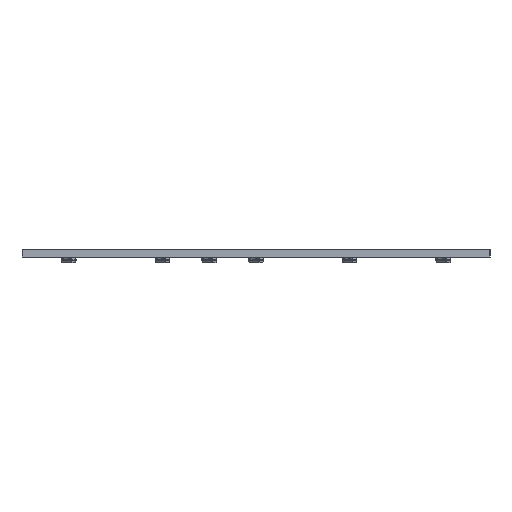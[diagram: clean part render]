
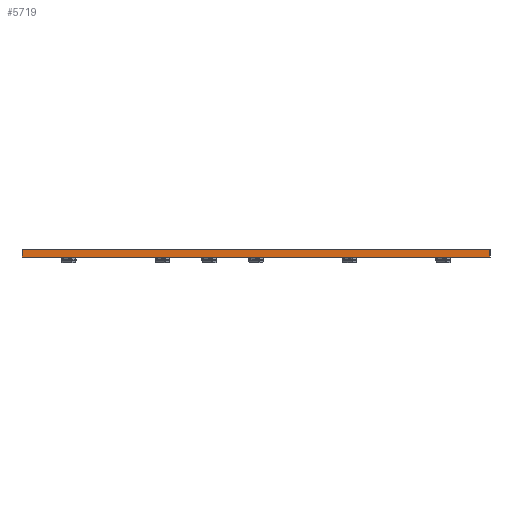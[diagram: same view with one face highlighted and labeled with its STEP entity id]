
A CAD part, left-side view. The second image highlights one B-rep face of the part: STEP entity #5719.
In plain terms, the highlighted planar face has unit normal (-1, 0, 0).
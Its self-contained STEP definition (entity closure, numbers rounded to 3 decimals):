
#5538 = PLANE('',#5539);
#5539 = AXIS2_PLACEMENT_3D('',#5540,#5541,#5542);
#5540 = CARTESIAN_POINT('',(340.038,-125.725,0.));
#5541 = DIRECTION('',(0.,-1.,0.));
#5542 = DIRECTION('',(-1.,0.,0.));
#5563 = VERTEX_POINT('',#5564);
#5564 = CARTESIAN_POINT('',(30.475,-125.725,1.6));
#5578 = PLANE('',#5579);
#5579 = AXIS2_PLACEMENT_3D('',#5580,#5581,#5582);
#5580 = CARTESIAN_POINT('',(185.256,-78.1,1.6));
#5581 = DIRECTION('',(-0.,-0.,-1.));
#5582 = DIRECTION('',(-1.,0.,0.));
#5590 = EDGE_CURVE('',#5591,#5563,#5593,.T.);
#5591 = VERTEX_POINT('',#5592);
#5592 = CARTESIAN_POINT('',(30.475,-125.725,0.));
#5593 = SURFACE_CURVE('',#5594,(#5598,#5605),.PCURVE_S1.);
#5594 = LINE('',#5595,#5596);
#5595 = CARTESIAN_POINT('',(30.475,-125.725,0.));
#5596 = VECTOR('',#5597,1.);
#5597 = DIRECTION('',(0.,0.,1.));
#5598 = PCURVE('',#5538,#5599);
#5599 = DEFINITIONAL_REPRESENTATION('',(#5600),#5604);
#5600 = LINE('',#5601,#5602);
#5601 = CARTESIAN_POINT('',(309.563,0.));
#5602 = VECTOR('',#5603,1.);
#5603 = DIRECTION('',(0.,-1.));
#5604 = ( GEOMETRIC_REPRESENTATION_CONTEXT(2) 
PARAMETRIC_REPRESENTATION_CONTEXT() REPRESENTATION_CONTEXT('2D SPACE',''
  ) );
#5605 = PCURVE('',#5606,#5611);
#5606 = PLANE('',#5607);
#5607 = AXIS2_PLACEMENT_3D('',#5608,#5609,#5610);
#5608 = CARTESIAN_POINT('',(30.475,-125.725,0.));
#5609 = DIRECTION('',(-1.,0.,0.));
#5610 = DIRECTION('',(0.,1.,0.));
#5611 = DEFINITIONAL_REPRESENTATION('',(#5612),#5616);
#5612 = LINE('',#5613,#5614);
#5613 = CARTESIAN_POINT('',(0.,0.));
#5614 = VECTOR('',#5615,1.);
#5615 = DIRECTION('',(0.,-1.));
#5616 = ( GEOMETRIC_REPRESENTATION_CONTEXT(2) 
PARAMETRIC_REPRESENTATION_CONTEXT() REPRESENTATION_CONTEXT('2D SPACE',''
  ) );
#5632 = PLANE('',#5633);
#5633 = AXIS2_PLACEMENT_3D('',#5634,#5635,#5636);
#5634 = CARTESIAN_POINT('',(185.256,-78.1,0.));
#5635 = DIRECTION('',(-0.,-0.,-1.));
#5636 = DIRECTION('',(-1.,0.,0.));
#5665 = PLANE('',#5666);
#5666 = AXIS2_PLACEMENT_3D('',#5667,#5668,#5669);
#5667 = CARTESIAN_POINT('',(30.475,-30.475,0.));
#5668 = DIRECTION('',(0.,1.,0.));
#5669 = DIRECTION('',(1.,0.,0.));
#5719 = ADVANCED_FACE('',(#5720),#5606,.T.);
#5720 = FACE_BOUND('',#5721,.T.);
#5721 = EDGE_LOOP('',(#5722,#5723,#5746,#5769));
#5722 = ORIENTED_EDGE('',*,*,#5590,.T.);
#5723 = ORIENTED_EDGE('',*,*,#5724,.T.);
#5724 = EDGE_CURVE('',#5563,#5725,#5727,.T.);
#5725 = VERTEX_POINT('',#5726);
#5726 = CARTESIAN_POINT('',(30.475,-30.475,1.6));
#5727 = SURFACE_CURVE('',#5728,(#5732,#5739),.PCURVE_S1.);
#5728 = LINE('',#5729,#5730);
#5729 = CARTESIAN_POINT('',(30.475,-125.725,1.6));
#5730 = VECTOR('',#5731,1.);
#5731 = DIRECTION('',(0.,1.,0.));
#5732 = PCURVE('',#5606,#5733);
#5733 = DEFINITIONAL_REPRESENTATION('',(#5734),#5738);
#5734 = LINE('',#5735,#5736);
#5735 = CARTESIAN_POINT('',(0.,-1.6));
#5736 = VECTOR('',#5737,1.);
#5737 = DIRECTION('',(1.,0.));
#5738 = ( GEOMETRIC_REPRESENTATION_CONTEXT(2) 
PARAMETRIC_REPRESENTATION_CONTEXT() REPRESENTATION_CONTEXT('2D SPACE',''
  ) );
#5739 = PCURVE('',#5578,#5740);
#5740 = DEFINITIONAL_REPRESENTATION('',(#5741),#5745);
#5741 = LINE('',#5742,#5743);
#5742 = CARTESIAN_POINT('',(154.781,-47.625));
#5743 = VECTOR('',#5744,1.);
#5744 = DIRECTION('',(0.,1.));
#5745 = ( GEOMETRIC_REPRESENTATION_CONTEXT(2) 
PARAMETRIC_REPRESENTATION_CONTEXT() REPRESENTATION_CONTEXT('2D SPACE',''
  ) );
#5746 = ORIENTED_EDGE('',*,*,#5747,.F.);
#5747 = EDGE_CURVE('',#5748,#5725,#5750,.T.);
#5748 = VERTEX_POINT('',#5749);
#5749 = CARTESIAN_POINT('',(30.475,-30.475,0.));
#5750 = SURFACE_CURVE('',#5751,(#5755,#5762),.PCURVE_S1.);
#5751 = LINE('',#5752,#5753);
#5752 = CARTESIAN_POINT('',(30.475,-30.475,0.));
#5753 = VECTOR('',#5754,1.);
#5754 = DIRECTION('',(0.,0.,1.));
#5755 = PCURVE('',#5606,#5756);
#5756 = DEFINITIONAL_REPRESENTATION('',(#5757),#5761);
#5757 = LINE('',#5758,#5759);
#5758 = CARTESIAN_POINT('',(95.25,0.));
#5759 = VECTOR('',#5760,1.);
#5760 = DIRECTION('',(0.,-1.));
#5761 = ( GEOMETRIC_REPRESENTATION_CONTEXT(2) 
PARAMETRIC_REPRESENTATION_CONTEXT() REPRESENTATION_CONTEXT('2D SPACE',''
  ) );
#5762 = PCURVE('',#5665,#5763);
#5763 = DEFINITIONAL_REPRESENTATION('',(#5764),#5768);
#5764 = LINE('',#5765,#5766);
#5765 = CARTESIAN_POINT('',(0.,0.));
#5766 = VECTOR('',#5767,1.);
#5767 = DIRECTION('',(0.,-1.));
#5768 = ( GEOMETRIC_REPRESENTATION_CONTEXT(2) 
PARAMETRIC_REPRESENTATION_CONTEXT() REPRESENTATION_CONTEXT('2D SPACE',''
  ) );
#5769 = ORIENTED_EDGE('',*,*,#5770,.F.);
#5770 = EDGE_CURVE('',#5591,#5748,#5771,.T.);
#5771 = SURFACE_CURVE('',#5772,(#5776,#5783),.PCURVE_S1.);
#5772 = LINE('',#5773,#5774);
#5773 = CARTESIAN_POINT('',(30.475,-125.725,0.));
#5774 = VECTOR('',#5775,1.);
#5775 = DIRECTION('',(0.,1.,0.));
#5776 = PCURVE('',#5606,#5777);
#5777 = DEFINITIONAL_REPRESENTATION('',(#5778),#5782);
#5778 = LINE('',#5779,#5780);
#5779 = CARTESIAN_POINT('',(0.,0.));
#5780 = VECTOR('',#5781,1.);
#5781 = DIRECTION('',(1.,0.));
#5782 = ( GEOMETRIC_REPRESENTATION_CONTEXT(2) 
PARAMETRIC_REPRESENTATION_CONTEXT() REPRESENTATION_CONTEXT('2D SPACE',''
  ) );
#5783 = PCURVE('',#5632,#5784);
#5784 = DEFINITIONAL_REPRESENTATION('',(#5785),#5789);
#5785 = LINE('',#5786,#5787);
#5786 = CARTESIAN_POINT('',(154.781,-47.625));
#5787 = VECTOR('',#5788,1.);
#5788 = DIRECTION('',(0.,1.));
#5789 = ( GEOMETRIC_REPRESENTATION_CONTEXT(2) 
PARAMETRIC_REPRESENTATION_CONTEXT() REPRESENTATION_CONTEXT('2D SPACE',''
  ) );
